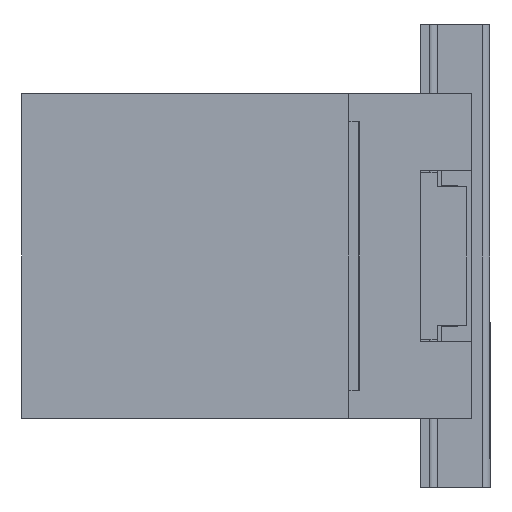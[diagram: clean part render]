
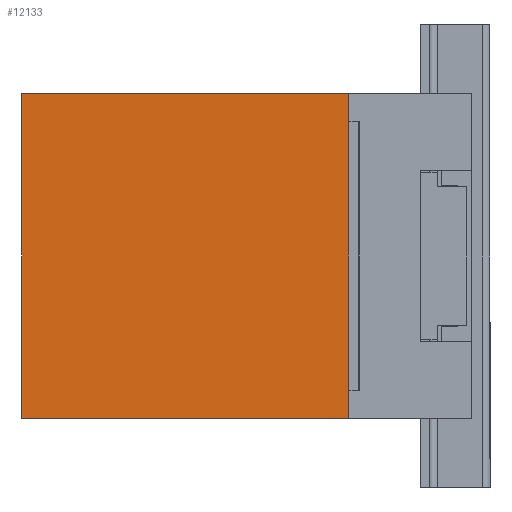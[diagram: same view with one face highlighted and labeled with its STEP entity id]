
A CAD part, left-side view. The second image highlights one B-rep face of the part: STEP entity #12133.
In plain terms, the highlighted planar face has unit normal (-1, 0, 0).
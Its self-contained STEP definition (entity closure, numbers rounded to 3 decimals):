
#409 = DIRECTION ( 'NONE',  ( 0., -1., 0. ) ) ;
#485 = EDGE_LOOP ( 'NONE', ( #2853, #2498, #1000, #17527 ) ) ;
#731 = VECTOR ( 'NONE', #17360, 1000. ) ;
#1000 = ORIENTED_EDGE ( 'NONE', *, *, #9289, .F. ) ;
#1792 = CARTESIAN_POINT ( 'NONE',  ( -55., 35.3, 17.5 ) ) ;
#1879 = CARTESIAN_POINT ( 'NONE',  ( -55., 35.3, -17.5 ) ) ;
#2498 = ORIENTED_EDGE ( 'NONE', *, *, #8532, .F. ) ;
#2853 = ORIENTED_EDGE ( 'NONE', *, *, #4410, .T. ) ;
#3154 = LINE ( 'NONE', #1879, #7556 ) ;
#4169 = CARTESIAN_POINT ( 'NONE',  ( -55., 0., 17.5 ) ) ;
#4410 = EDGE_CURVE ( 'NONE', #19067, #17543, #11473, .T. ) ;
#4446 = CARTESIAN_POINT ( 'NONE',  ( -55., 35.3, -17.5 ) ) ;
#4668 = CARTESIAN_POINT ( 'NONE',  ( -55., 35.3, 17.5 ) ) ;
#6416 = CARTESIAN_POINT ( 'NONE',  ( -55., 0., -17.5 ) ) ;
#6444 = FACE_OUTER_BOUND ( 'NONE', #485, .T. ) ;
#7313 = VECTOR ( 'NONE', #19773, 1000. ) ;
#7556 = VECTOR ( 'NONE', #17444, 1000. ) ;
#8326 = CARTESIAN_POINT ( 'NONE',  ( -55., 35.3, 17.5 ) ) ;
#8532 = EDGE_CURVE ( 'NONE', #14307, #17543, #19786, .T. ) ;
#9166 = VERTEX_POINT ( 'NONE', #4446 ) ;
#9289 = EDGE_CURVE ( 'NONE', #9166, #14307, #13680, .T. ) ;
#9365 = DIRECTION ( 'NONE',  ( 0., 0., -1. ) ) ;
#10952 = PLANE ( 'NONE',  #17626 ) ;
#11473 = LINE ( 'NONE', #4169, #7313 ) ;
#11507 = VECTOR ( 'NONE', #409, 1000. ) ;
#12133 = ADVANCED_FACE ( 'NONE', ( #6444 ), #10952, .F. ) ;
#13680 = LINE ( 'NONE', #1792, #731 ) ;
#14103 = DIRECTION ( 'NONE',  ( 1., 0., 0. ) ) ;
#14307 = VERTEX_POINT ( 'NONE', #19985 ) ;
#15285 = EDGE_CURVE ( 'NONE', #9166, #19067, #3154, .T. ) ;
#17360 = DIRECTION ( 'NONE',  ( 0., 0., 1. ) ) ;
#17444 = DIRECTION ( 'NONE',  ( 0., -1., 0. ) ) ;
#17527 = ORIENTED_EDGE ( 'NONE', *, *, #15285, .T. ) ;
#17543 = VERTEX_POINT ( 'NONE', #19501 ) ;
#17626 = AXIS2_PLACEMENT_3D ( 'NONE', #4668, #14103, #9365 ) ;
#19067 = VERTEX_POINT ( 'NONE', #6416 ) ;
#19501 = CARTESIAN_POINT ( 'NONE',  ( -55., 0., 17.5 ) ) ;
#19773 = DIRECTION ( 'NONE',  ( 0., 0., 1. ) ) ;
#19786 = LINE ( 'NONE', #8326, #11507 ) ;
#19985 = CARTESIAN_POINT ( 'NONE',  ( -55., 35.3, 17.5 ) ) ;
